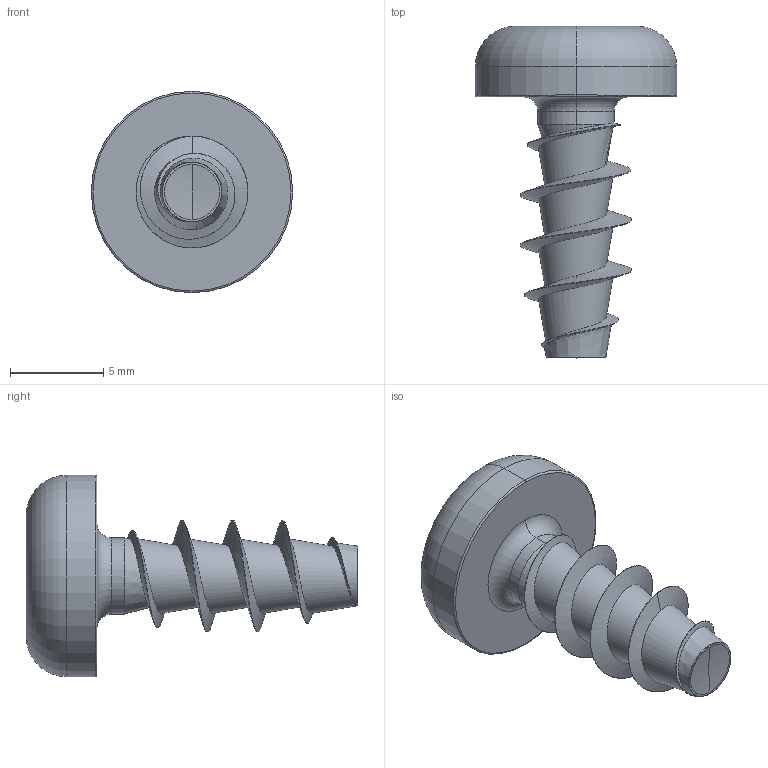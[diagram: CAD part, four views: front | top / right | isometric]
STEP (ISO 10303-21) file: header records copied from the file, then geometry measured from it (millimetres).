
FILE_DESCRIPTION (( 'STEP AP203' ), '1' );
FILE_NAME ('STP39A0600140.STEP', '2017-11-16T16:20:15', ( '' ), ( '' ), 'SwSTEP 2.0', 'SolidWorks 2015', '' );
FILE_SCHEMA (( 'CONFIG_CONTROL_DESIGN' ));
Length unit declared in the file: millimetre
Products named in the file (1): STP39A0600140
Bounding box: 10.8 x 17.79 x 10.8 mm (x, y, z)
Volume: 457.2 mm3; surface area: 565.9 mm2
Topology: 1 solids, 1 shells, 79 faces, 187 edges, 110 vertices
Faces by surface type: bspline 32, cylinder 24, cone 11, torus 6, sphere 4, plane 2
Entity records: 9611 total; most frequent: CARTESIAN_POINT 7986, ORIENTED_EDGE 370, DIRECTION 253, EDGE_CURVE 185, VERTEX_POINT 110, AXIS2_PLACEMENT_3D 107, B_SPLINE_CURVE_WITH_KNOTS 87, EDGE_LOOP 81
